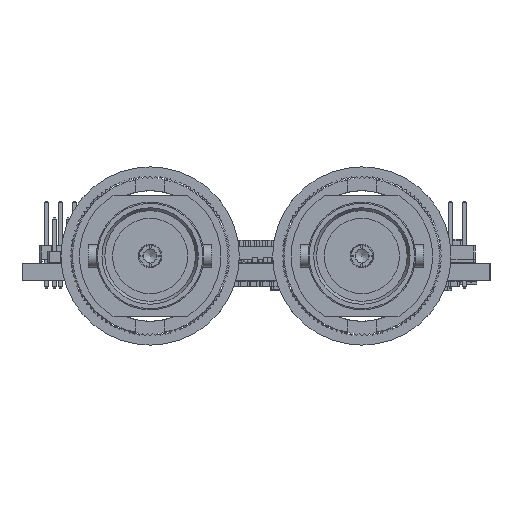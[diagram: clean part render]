
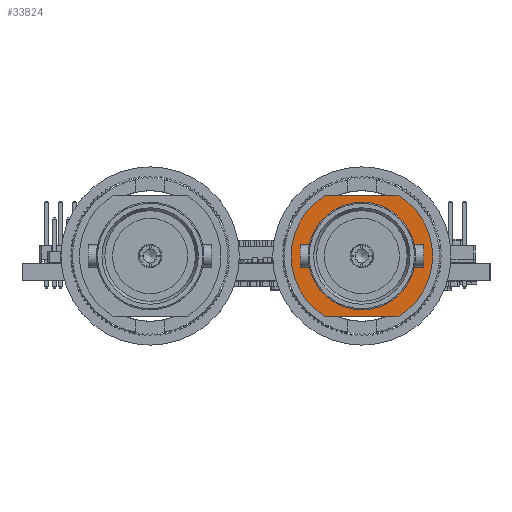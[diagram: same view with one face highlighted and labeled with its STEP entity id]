
A CAD part, left-side view. The second image highlights one B-rep face of the part: STEP entity #33824.
In plain terms, the highlighted face is planar.
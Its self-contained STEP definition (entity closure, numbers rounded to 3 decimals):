
#32949 = VERTEX_POINT('',#32950);
#32950 = CARTESIAN_POINT('',(0.,10.81,-4.825));
#32955 = EDGE_CURVE('',#32949,#32949,#32956,.T.);
#32956 = CIRCLE('',#32957,4.825);
#32957 = AXIS2_PLACEMENT_3D('',#32958,#32959,#32960);
#32958 = CARTESIAN_POINT('',(0.,10.81,0.));
#32959 = DIRECTION('',(0.,-1.,0.));
#32960 = DIRECTION('',(0.,0.,-1.));
#33552 = VERTEX_POINT('',#33553);
#33553 = CARTESIAN_POINT('',(3.242,10.81,-5.46));
#33561 = EDGE_CURVE('',#33552,#33562,#33564,.T.);
#33562 = VERTEX_POINT('',#33563);
#33563 = CARTESIAN_POINT('',(3.242,10.81,5.46));
#33564 = CIRCLE('',#33565,6.35);
#33565 = AXIS2_PLACEMENT_3D('',#33566,#33567,#33568);
#33566 = CARTESIAN_POINT('',(0.,10.81,0.));
#33567 = DIRECTION('',(0.,-1.,0.));
#33568 = DIRECTION('',(0.,0.,-1.));
#33796 = VERTEX_POINT('',#33797);
#33797 = CARTESIAN_POINT('',(-3.242,10.81,5.46));
#33803 = EDGE_CURVE('',#33796,#33804,#33806,.T.);
#33804 = VERTEX_POINT('',#33805);
#33805 = CARTESIAN_POINT('',(-3.242,10.81,-5.46));
#33806 = CIRCLE('',#33807,6.35);
#33807 = AXIS2_PLACEMENT_3D('',#33808,#33809,#33810);
#33808 = CARTESIAN_POINT('',(0.,10.81,0.));
#33809 = DIRECTION('',(0.,-1.,0.));
#33810 = DIRECTION('',(0.,0.,-1.));
#33824 = ADVANCED_FACE('',(#33825,#33828),#33844,.T.);
#33825 = FACE_BOUND('',#33826,.T.);
#33826 = EDGE_LOOP('',(#33827));
#33827 = ORIENTED_EDGE('',*,*,#32955,.T.);
#33828 = FACE_BOUND('',#33829,.T.);
#33829 = EDGE_LOOP('',(#33830,#33836,#33837,#33843));
#33830 = ORIENTED_EDGE('',*,*,#33831,.F.);
#33831 = EDGE_CURVE('',#33804,#33552,#33832,.T.);
#33832 = LINE('',#33833,#33834);
#33833 = CARTESIAN_POINT('',(6.35,10.81,-5.46));
#33834 = VECTOR('',#33835,1.);
#33835 = DIRECTION('',(1.,0.,0.));
#33836 = ORIENTED_EDGE('',*,*,#33803,.F.);
#33837 = ORIENTED_EDGE('',*,*,#33838,.F.);
#33838 = EDGE_CURVE('',#33562,#33796,#33839,.T.);
#33839 = LINE('',#33840,#33841);
#33840 = CARTESIAN_POINT('',(6.35,10.81,5.46));
#33841 = VECTOR('',#33842,1.);
#33842 = DIRECTION('',(-1.,0.,0.));
#33843 = ORIENTED_EDGE('',*,*,#33561,.F.);
#33844 = PLANE('',#33845);
#33845 = AXIS2_PLACEMENT_3D('',#33846,#33847,#33848);
#33846 = CARTESIAN_POINT('',(6.35,10.81,0.));
#33847 = DIRECTION('',(0.,1.,0.));
#33848 = DIRECTION('',(0.,-0.,1.));
